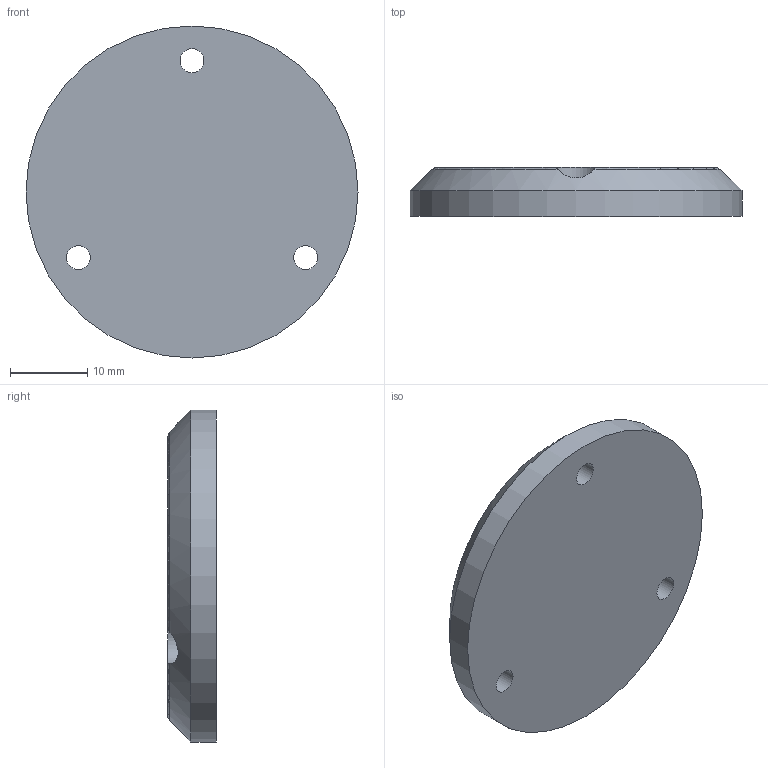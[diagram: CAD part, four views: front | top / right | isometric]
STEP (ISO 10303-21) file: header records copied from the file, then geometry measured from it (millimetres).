
FILE_DESCRIPTION(/* description */ (''),/* implementation_level */ '2;1');
FILE_NAME(/* name */ 'Tapa 3M1C v3.step',/* time_stamp */ '2019-03-05T07:38:48-06:00',/* author */ (''),/* organization */ (''),/* preprocessor_version */ 'ST-DEVELOPER v17.2',/* originating_system */ 'Autodesk Translation Framework v7.6.0.251',/* authorisation */ '');
FILE_SCHEMA (('AUTOMOTIVE_DESIGN { 1 0 10303 214 3 1 1 }','TECHNICAL_DATA_PACKAGING'));
Length unit declared in the file: millimetre
Products named in the file (1): Tapa 3M1C
Bounding box: 43 x 6.3 x 43 mm (x, y, z)
Volume: 8297.9 mm3; surface area: 3679.2 mm2
Topology: 1 solids, 1 shells, 16 faces, 45 edges, 31 vertices
Faces by surface type: cylinder 7, plane 5, torus 3, cone 1
Full cylindrical faces by diameter (mm): 3.1 x3, 5.7 x3, 43 x1
Entity records: 666 total; most frequent: CARTESIAN_POINT 193, DIRECTION 92, ORIENTED_EDGE 90, EDGE_CURVE 45, AXIS2_PLACEMENT_3D 42, VERTEX_POINT 31, CIRCLE 25, EDGE_LOOP 22
